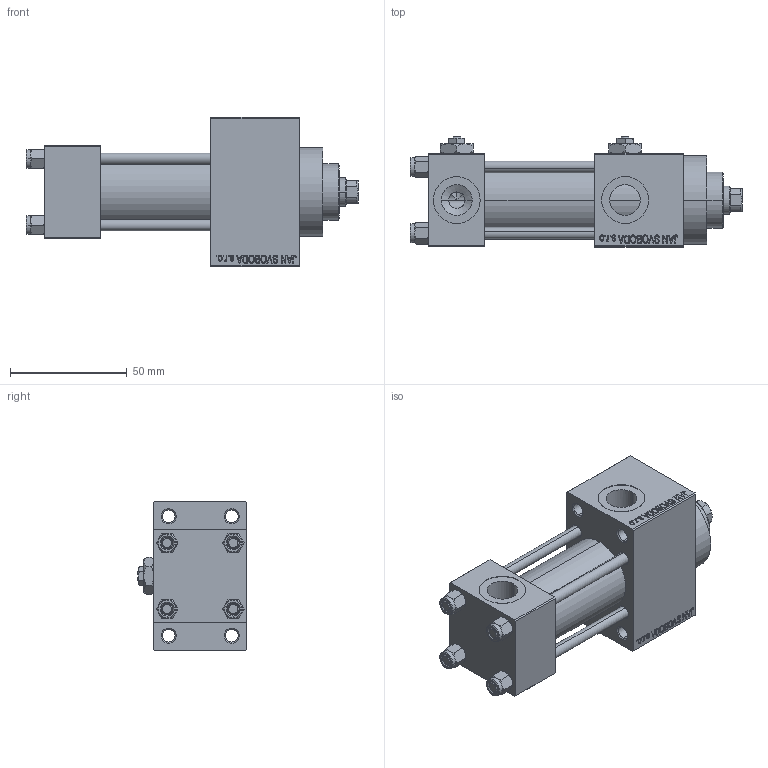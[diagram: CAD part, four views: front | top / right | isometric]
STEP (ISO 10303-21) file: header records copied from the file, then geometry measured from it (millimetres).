
FILE_DESCRIPTION (( 'STEP AP203' ), '1' );
FILE_NAME ('42ca.STEP', '2025-05-12T10:59:40', ( '' ), ( '' ), 'SwSTEP 2.0', 'SolidWorks 2019', '' );
FILE_SCHEMA (( 'CONFIG_CONTROL_DESIGN' ));
Length unit declared in the file: millimetre
Products named in the file (7): V215CR_D_TYCINKA cc7854fb761d252f6200eb0c44938050; 42ca; NUT_M5_D cc7854fb761d252f6200eb0c44938050; V215CR_D_Body cc7854fb761d252f6200eb0c44938050; V215CR_VCP_D cc7854fb761d252f6200eb0c44938050; V215_VC_A cc7854fb761d252f6200eb0c44938050; Zatka_pro_OIL_PORT cc7854fb761d252f6200eb0c44938050
Assembly tree (13 placements, depth 2):
  42ca
    V215CR_D_Body cc7854fb761d252f6200eb0c44938050
    V215CR_VCP_D cc7854fb761d252f6200eb0c44938050
    NUT_M5_D cc7854fb761d252f6200eb0c44938050  x4
    V215CR_D_TYCINKA cc7854fb761d252f6200eb0c44938050  x4
    V215_VC_A cc7854fb761d252f6200eb0c44938050
    Zatka_pro_OIL_PORT cc7854fb761d252f6200eb0c44938050  x2
Bounding box: 142 x 47 x 64 mm (x, y, z)
Volume: 172659 mm3; surface area: 63805.9 mm2
Topology: 13 solids, 13 shells, 1201 faces, 2969 edges, 1910 vertices
Faces by surface type: plane 542, bspline 368, cone 184, cylinder 99, torus 8
Entity records: 49080 total; most frequent: CARTESIAN_POINT 25645, ORIENTED_EDGE 5238, DIRECTION 3421, EDGE_CURVE 2619, VERTEX_POINT 1708, VECTOR 1545, LINE 1545, EDGE_LOOP 1177
